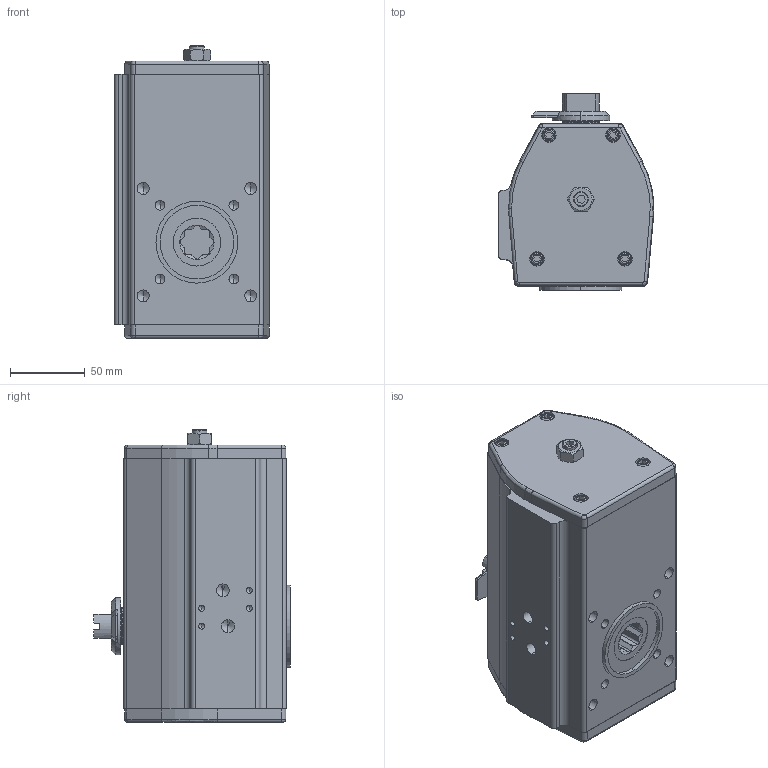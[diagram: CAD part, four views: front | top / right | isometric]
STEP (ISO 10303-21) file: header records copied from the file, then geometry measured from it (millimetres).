
FILE_DESCRIPTION (( 'STEP AP203' ), '1' );
FILE_NAME ('008388.STEP', '2018-02-14T09:23:31', ( '' ), ( '' ), 'SwSTEP 2.0', 'SolidWorks 2018', '' );
FILE_SCHEMA (( 'CONFIG_CONTROL_DESIGN' ));
Length unit declared in the file: millimetre
Products named in the file (1): 008388
Bounding box: 104.4 x 131.7 x 196.3 mm (x, y, z)
Volume: 1820354.9 mm3; surface area: 110118.9 mm2
Topology: 1 solids, 9 shells, 458 faces, 1116 edges, 699 vertices
Faces by surface type: plane 184, cylinder 173, cone 69, bspline 32
Entity records: 13980 total; most frequent: CARTESIAN_POINT 3316, DIRECTION 2247, ORIENTED_EDGE 2156, EDGE_CURVE 1078, AXIS2_PLACEMENT_3D 850, VERTEX_POINT 699, LINE 547, VECTOR 547
